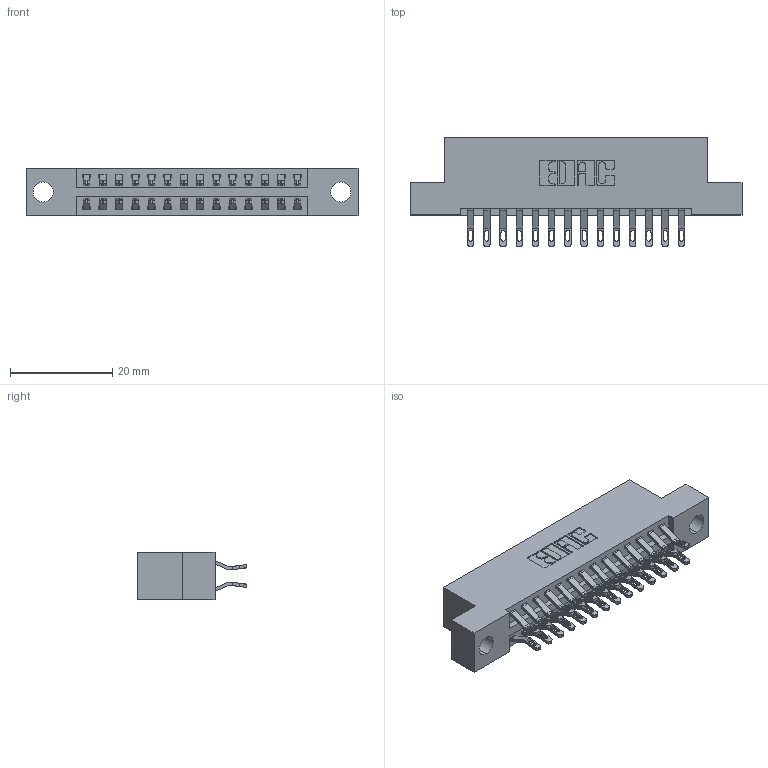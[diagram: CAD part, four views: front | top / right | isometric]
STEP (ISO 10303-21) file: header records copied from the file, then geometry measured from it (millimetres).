
FILE_DESCRIPTION (( 'STEP AP203' ), '1' );
FILE_NAME ('346-028-555-204.STEP', '2022-05-19T04:52:24', ( '' ), ( '' ), 'SwSTEP 2.0', 'SolidWorks 2020', '' );
FILE_SCHEMA (( 'CONFIG_CONTROL_DESIGN' ));
Length unit declared in the file: inch
Products named in the file (3): 346 Part_Flush Mounting Lugs - 0.156 Dia-TH; 346-028-555-204; 345-292-001_555 Tail
Assembly tree (29 placements, depth 2):
  346-028-555-204
    346 Part_Flush Mounting Lugs - 0.156 Dia-TH
    345-292-001_555 Tail  x28
Bounding box: 65.02 x 21.46 x 9.4 mm (x, y, z)
Volume: 6098.4 mm3; surface area: 8080 mm2
Topology: 29 solids, 29 shells, 1760 faces, 5489 edges, 3658 vertices
Faces by surface type: plane 1014, cylinder 746
Entity records: 13651 total; most frequent: CARTESIAN_POINT 2328, ORIENTED_EDGE 2230, DIRECTION 2071, EDGE_CURVE 1115, VECTOR 907, LINE 907, VERTEX_POINT 742, AXIS2_PLACEMENT_3D 582
